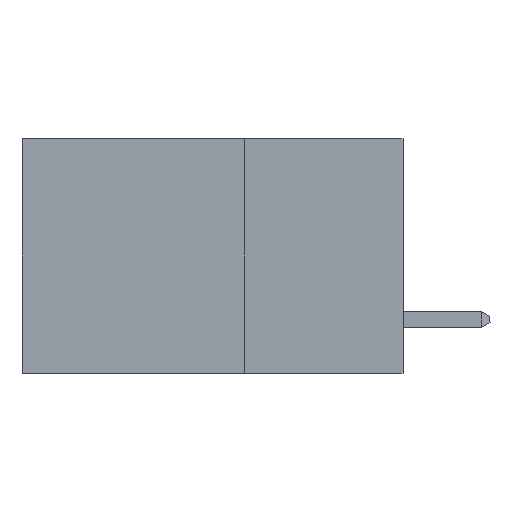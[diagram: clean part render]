
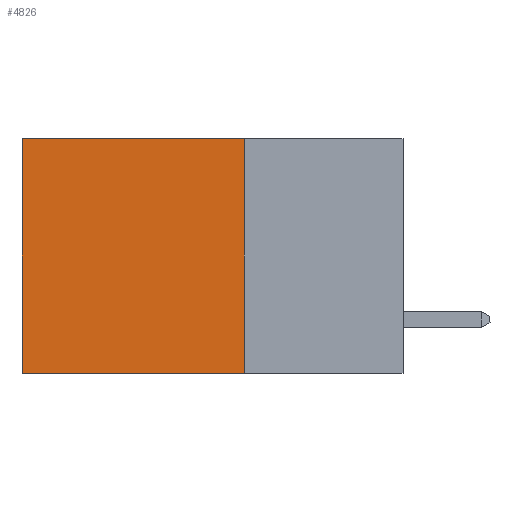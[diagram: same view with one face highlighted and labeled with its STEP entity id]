
A CAD part, left-side view. The second image highlights one B-rep face of the part: STEP entity #4826.
In plain terms, the highlighted planar face has unit normal (-1, 0, 0).
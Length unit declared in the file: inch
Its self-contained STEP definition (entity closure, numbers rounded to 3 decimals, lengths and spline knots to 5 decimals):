
#939 = CARTESIAN_POINT ( 'NONE',  ( 0.2875, 0.25, -0.37 ) ) ;
#1067 = PLANE ( 'NONE',  #18935 ) ;
#1368 = VERTEX_POINT ( 'NONE', #8089 ) ;
#1745 = VERTEX_POINT ( 'NONE', #4893 ) ;
#1915 = CARTESIAN_POINT ( 'NONE',  ( 0.2875, 0.6, 0. ) ) ;
#2555 = EDGE_CURVE ( 'NONE', #15502, #1368, #27005, .T. ) ;
#2777 = DIRECTION ( 'NONE',  ( 0., 1., 0. ) ) ;
#3218 = DIRECTION ( 'NONE',  ( 0., 0., -1. ) ) ;
#3221 = ORIENTED_EDGE ( 'NONE', *, *, #2555, .F. ) ;
#4826 = ADVANCED_FACE ( 'NONE', ( #7477 ), #1067, .F. ) ;
#4893 = CARTESIAN_POINT ( 'NONE',  ( 0.2875, 0.6, 0. ) ) ;
#6338 = EDGE_CURVE ( 'NONE', #1745, #1368, #25862, .T. ) ;
#6350 = CARTESIAN_POINT ( 'NONE',  ( 0.2875, 0.25, 0. ) ) ;
#6372 = LINE ( 'NONE', #26424, #11506 ) ;
#7477 = FACE_OUTER_BOUND ( 'NONE', #17515, .T. ) ;
#8089 = CARTESIAN_POINT ( 'NONE',  ( 0.2875, 0.6, -0.37 ) ) ;
#9962 = VECTOR ( 'NONE', #21294, 39.37008 ) ;
#10144 = ORIENTED_EDGE ( 'NONE', *, *, #6338, .T. ) ;
#10476 = EDGE_CURVE ( 'NONE', #21937, #1745, #6372, .T. ) ;
#10721 = DIRECTION ( 'NONE',  ( 0., 0., -1. ) ) ;
#11506 = VECTOR ( 'NONE', #2777, 39.37008 ) ;
#12748 = CARTESIAN_POINT ( 'NONE',  ( 0.2875, 0.25, 0. ) ) ;
#14124 = CARTESIAN_POINT ( 'NONE',  ( 0.2875, 0.25, 0. ) ) ;
#15502 = VERTEX_POINT ( 'NONE', #939 ) ;
#16314 = DIRECTION ( 'NONE',  ( 1., 0., 0. ) ) ;
#16830 = ORIENTED_EDGE ( 'NONE', *, *, #25371, .F. ) ;
#17011 = CARTESIAN_POINT ( 'NONE',  ( 0.2875, 0.25, -0.37 ) ) ;
#17515 = EDGE_LOOP ( 'NONE', ( #10144, #3221, #16830, #27697 ) ) ;
#18935 = AXIS2_PLACEMENT_3D ( 'NONE', #14124, #16314, #3218 ) ;
#21294 = DIRECTION ( 'NONE',  ( 0., 1., 0. ) ) ;
#21937 = VERTEX_POINT ( 'NONE', #12748 ) ;
#22111 = VECTOR ( 'NONE', #25721, 39.37008 ) ;
#25194 = VECTOR ( 'NONE', #10721, 39.37008 ) ;
#25371 = EDGE_CURVE ( 'NONE', #21937, #15502, #27728, .T. ) ;
#25721 = DIRECTION ( 'NONE',  ( 0., 0., -1. ) ) ;
#25862 = LINE ( 'NONE', #1915, #25194 ) ;
#26424 = CARTESIAN_POINT ( 'NONE',  ( 0.2875, 0.25, 0. ) ) ;
#27005 = LINE ( 'NONE', #17011, #9962 ) ;
#27697 = ORIENTED_EDGE ( 'NONE', *, *, #10476, .T. ) ;
#27728 = LINE ( 'NONE', #6350, #22111 ) ;
